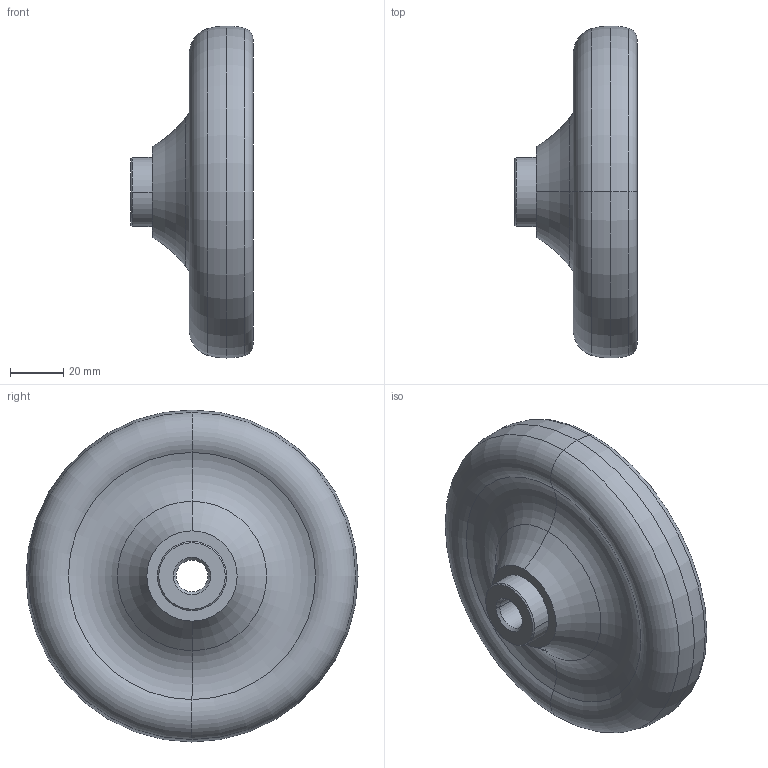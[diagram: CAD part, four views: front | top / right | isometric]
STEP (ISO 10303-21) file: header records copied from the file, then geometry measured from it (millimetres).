
FILE_DESCRIPTION( ( '' ), '1' );
FILE_NAME( 'K0165.1125X12..stp', '2012-10-29T10:19:30', ( '' ), ( '' ), ' ', ' ', ' ' );
FILE_SCHEMA( ( 'CONFIG_CONTROL_DESIGN' ) );
Length unit declared in the file: millimetre
Products named in the file (1): 1
Bounding box: 46 x 124.98 x 124.98 mm (x, y, z)
Volume: 192356.7 mm3; surface area: 35719.5 mm2
Topology: 1 solids, 1 shells, 33 faces, 75 edges, 45 vertices
Faces by surface type: torus 20, cone 6, cylinder 4, plane 3
Entity records: 1002 total; most frequent: DIRECTION 208, CARTESIAN_POINT 154, ORIENTED_EDGE 150, AXIS2_PLACEMENT_3D 99, EDGE_CURVE 75, CIRCLE 65, VERTEX_POINT 45, EDGE_LOOP 36
